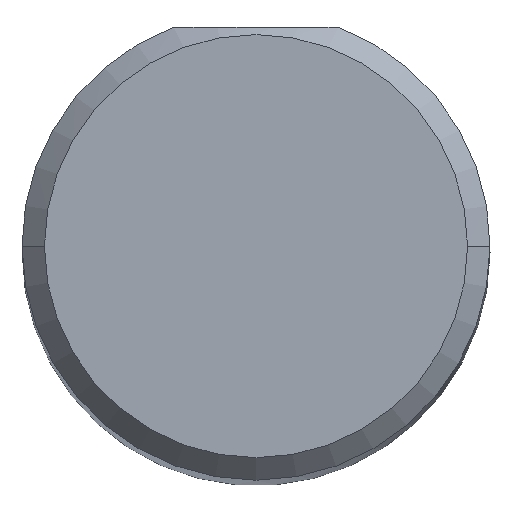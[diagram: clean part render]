
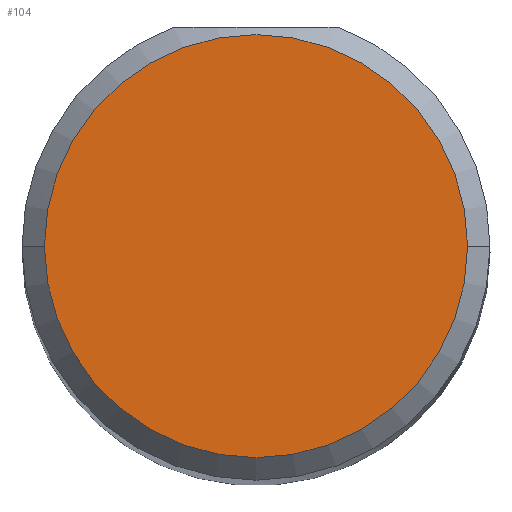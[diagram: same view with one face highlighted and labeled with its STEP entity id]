
A CAD part, top view. The second image highlights one B-rep face of the part: STEP entity #104.
In plain terms, the highlighted planar face has unit normal (0, 0, 1).
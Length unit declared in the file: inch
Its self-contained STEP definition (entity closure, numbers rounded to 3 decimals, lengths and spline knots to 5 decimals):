
#7 = PLANE ( 'NONE',  #108 ) ;
#13 = DIRECTION ( 'NONE',  ( 1., 0., 0. ) ) ;
#15 = DIRECTION ( 'NONE',  ( 1., 0., 0. ) ) ;
#20 = CIRCLE ( 'NONE', #28, 0.14125 ) ;
#28 = AXIS2_PLACEMENT_3D ( 'NONE', #287, #486, #293 ) ;
#52 = CARTESIAN_POINT ( 'NONE',  ( 0., 0., 2.5 ) ) ;
#72 = EDGE_LOOP ( 'NONE', ( #272, #276 ) ) ;
#104 = ADVANCED_FACE ( 'NONE', ( #493 ), #7, .T. ) ;
#108 = AXIS2_PLACEMENT_3D ( 'NONE', #52, #296, #13 ) ;
#220 = DIRECTION ( 'NONE',  ( 0., 0., 1. ) ) ;
#248 = VERTEX_POINT ( 'NONE', #436 ) ;
#265 = VERTEX_POINT ( 'NONE', #387 ) ;
#272 = ORIENTED_EDGE ( 'NONE', *, *, #394, .T. ) ;
#276 = ORIENTED_EDGE ( 'NONE', *, *, #318, .T. ) ;
#287 = CARTESIAN_POINT ( 'NONE',  ( 0., 0., 2.5 ) ) ;
#293 = DIRECTION ( 'NONE',  ( 1., 0., 0. ) ) ;
#296 = DIRECTION ( 'NONE',  ( 0., 0., 1. ) ) ;
#301 = AXIS2_PLACEMENT_3D ( 'NONE', #370, #220, #15 ) ;
#318 = EDGE_CURVE ( 'NONE', #265, #248, #20, .T. ) ;
#370 = CARTESIAN_POINT ( 'NONE',  ( 0., 0., 2.5 ) ) ;
#387 = CARTESIAN_POINT ( 'NONE',  ( 0.14125, 0., 2.5 ) ) ;
#394 = EDGE_CURVE ( 'NONE', #248, #265, #521, .T. ) ;
#436 = CARTESIAN_POINT ( 'NONE',  ( -0.14125, 0., 2.5 ) ) ;
#486 = DIRECTION ( 'NONE',  ( 0., 0., 1. ) ) ;
#493 = FACE_OUTER_BOUND ( 'NONE', #72, .T. ) ;
#521 = CIRCLE ( 'NONE', #301, 0.14125 ) ;
